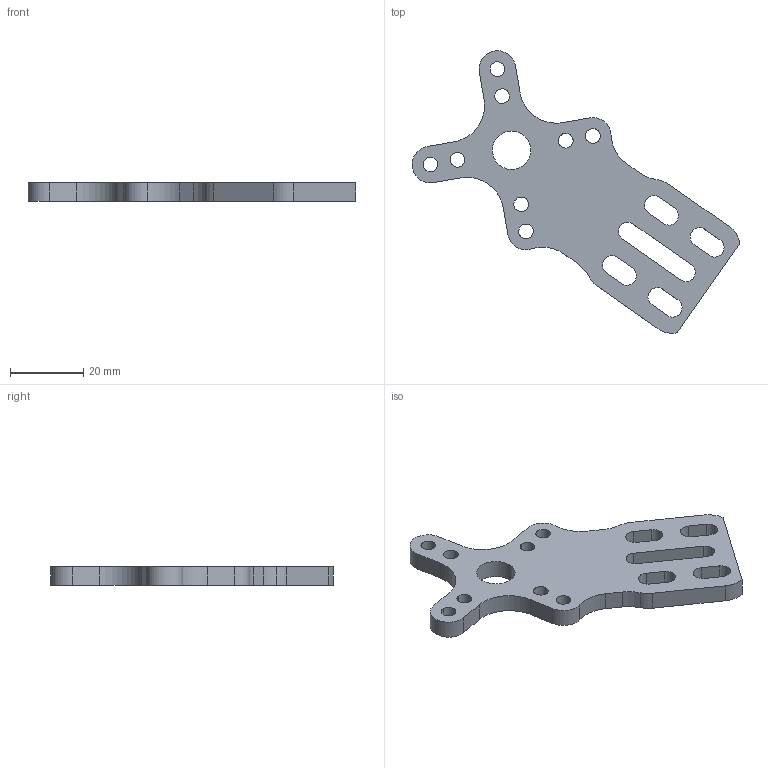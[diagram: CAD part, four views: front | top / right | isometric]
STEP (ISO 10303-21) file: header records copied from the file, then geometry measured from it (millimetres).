
FILE_DESCRIPTION(/* description */ (''),/* implementation_level */ '2;1');
FILE_NAME(/* name */ 'MOTOR_~1',/* time_stamp */ '2013-12-30T15:44:12+01:00',/* author */ (''),/* organization */ (''),/* preprocessor_version */ 'ST-DEVELOPER v15',/* originating_system */ '',/* authorisation */ '');
FILE_SCHEMA (('AUTOMOTIVE_DESIGN'));
Length unit declared in the file: millimetre
Products named in the file (1): Document
Bounding box: 89.44 x 77.1 x 5 mm (x, y, z)
Volume: 10919.7 mm3; surface area: 7167.2 mm2
Topology: 1 solids, 1 shells, 66 faces, 192 edges, 128 vertices
Faces by surface type: bspline 64, plane 2
Entity records: 2321 total; most frequent: CARTESIAN_POINT 1332, ORIENTED_EDGE 384, EDGE_CURVE 192, VERTEX_POINT 128, EDGE_LOOP 94, ADVANCED_FACE 66, FACE_OUTER_BOUND 66, FACE_BOUND 28
